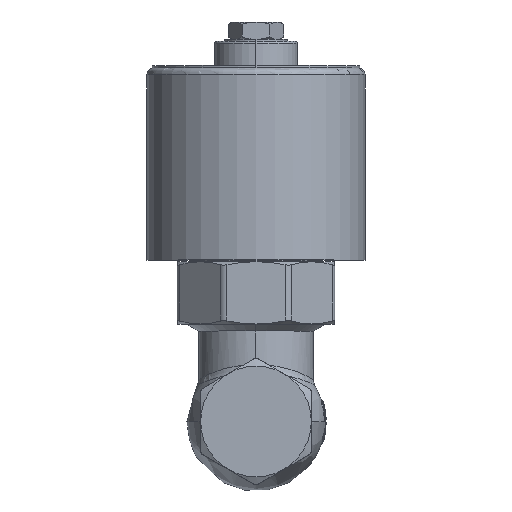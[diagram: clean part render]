
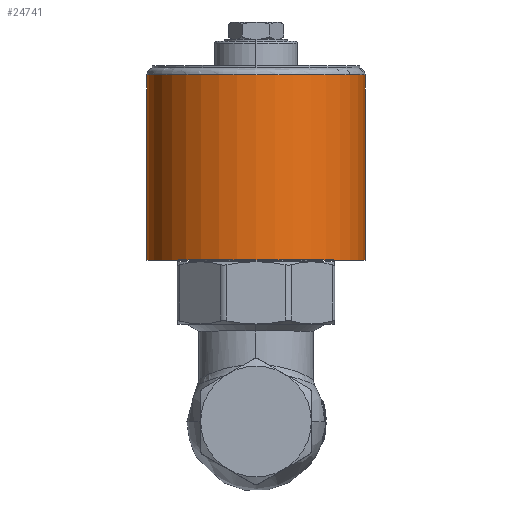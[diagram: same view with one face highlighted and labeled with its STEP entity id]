
A CAD part, top view. The second image highlights one B-rep face of the part: STEP entity #24741.
In plain terms, the highlighted cylindrical face has radius 31.5 mm (diameter 63 mm), a partial arc.
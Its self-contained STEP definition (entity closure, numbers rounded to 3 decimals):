
#744 = CARTESIAN_POINT ( 'NONE',  ( 38.905, 79.25, 90.877 ) ) ;
#884 = CARTESIAN_POINT ( 'NONE',  ( 70.405, 79.25, 90.877 ) ) ;
#900 = ORIENTED_EDGE ( 'NONE', *, *, #71949, .T. ) ;
#1178 = VECTOR ( 'NONE', #16651, 1000. ) ;
#1788 = CARTESIAN_POINT ( 'NONE',  ( 70.405, 25.75, 90.877 ) ) ;
#4604 = CIRCLE ( 'NONE', #15444, 31.5 ) ;
#5287 = DIRECTION ( 'NONE',  ( 0., 1., 0. ) ) ;
#6402 = DIRECTION ( 'NONE',  ( 1., 0., 0. ) ) ;
#6547 = EDGE_LOOP ( 'NONE', ( #46884, #71943, #900, #71512 ) ) ;
#7451 = DIRECTION ( 'NONE',  ( 0., 1., 0. ) ) ;
#10943 = CARTESIAN_POINT ( 'NONE',  ( 7.405, 25.75, 90.877 ) ) ;
#15444 = AXIS2_PLACEMENT_3D ( 'NONE', #744, #40298, #6402 ) ;
#16651 = DIRECTION ( 'NONE',  ( 0., 1., 0. ) ) ;
#20461 = EDGE_CURVE ( 'NONE', #46220, #60265, #43362, .T. ) ;
#24741 = ADVANCED_FACE ( 'NONE', ( #49011 ), #26937, .T. ) ;
#26937 = CYLINDRICAL_SURFACE ( 'NONE', #39183, 31.5 ) ;
#29766 = VECTOR ( 'NONE', #7451, 1000. ) ;
#31850 = CARTESIAN_POINT ( 'NONE',  ( 38.905, 25.75, 90.877 ) ) ;
#37514 = DIRECTION ( 'NONE',  ( 1., 0., 0. ) ) ;
#39183 = AXIS2_PLACEMENT_3D ( 'NONE', #67579, #5287, #56430 ) ;
#40298 = DIRECTION ( 'NONE',  ( 0., -1., 0. ) ) ;
#40664 = CARTESIAN_POINT ( 'NONE',  ( 7.405, 25.75, 90.877 ) ) ;
#41861 = VERTEX_POINT ( 'NONE', #884 ) ;
#43362 = CIRCLE ( 'NONE', #48362, 31.5 ) ;
#44512 = LINE ( 'NONE', #10943, #1178 ) ;
#46220 = VERTEX_POINT ( 'NONE', #40664 ) ;
#46884 = ORIENTED_EDGE ( 'NONE', *, *, #58284, .F. ) ;
#47249 = EDGE_CURVE ( 'NONE', #41861, #56166, #4604, .T. ) ;
#48362 = AXIS2_PLACEMENT_3D ( 'NONE', #31850, #71335, #37514 ) ;
#49011 = FACE_OUTER_BOUND ( 'NONE', #6547, .T. ) ;
#50524 = CARTESIAN_POINT ( 'NONE',  ( 7.405, 79.25, 90.877 ) ) ;
#56166 = VERTEX_POINT ( 'NONE', #50524 ) ;
#56430 = DIRECTION ( 'NONE',  ( 1., 0., 0. ) ) ;
#58284 = EDGE_CURVE ( 'NONE', #46220, #56166, #44512, .T. ) ;
#59760 = LINE ( 'NONE', #1788, #29766 ) ;
#60265 = VERTEX_POINT ( 'NONE', #60842 ) ;
#60842 = CARTESIAN_POINT ( 'NONE',  ( 70.405, 25.75, 90.877 ) ) ;
#67579 = CARTESIAN_POINT ( 'NONE',  ( 38.905, 25.75, 90.877 ) ) ;
#71335 = DIRECTION ( 'NONE',  ( 0., 1., 0. ) ) ;
#71512 = ORIENTED_EDGE ( 'NONE', *, *, #47249, .T. ) ;
#71943 = ORIENTED_EDGE ( 'NONE', *, *, #20461, .T. ) ;
#71949 = EDGE_CURVE ( 'NONE', #60265, #41861, #59760, .T. ) ;
